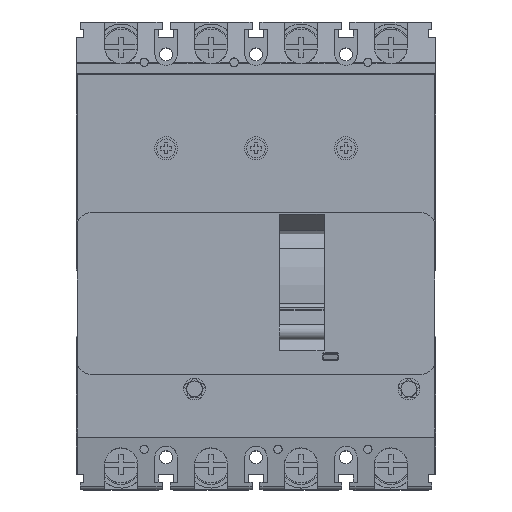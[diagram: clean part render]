
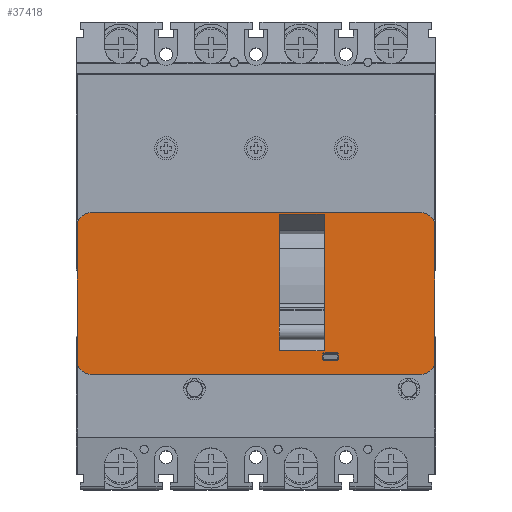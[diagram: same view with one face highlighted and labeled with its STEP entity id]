
A CAD part, top view. The second image highlights one B-rep face of the part: STEP entity #37418.
In plain terms, the highlighted planar face has unit normal (0, 0, 1).
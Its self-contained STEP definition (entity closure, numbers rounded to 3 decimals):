
#15097=DIRECTION('',(1.,0.,0.));
#15098=VECTOR('',#15097,91.5);
#15099=CARTESIAN_POINT('',(4.25,32.,69.6));
#15100=LINE('',#15099,#15098);
#15119=DIRECTION('',(0.,-1.,0.));
#15120=VECTOR('',#15119,1.61);
#15121=CARTESIAN_POINT('',(68.6,37.71,69.6));
#15122=LINE('',#15121,#15120);
#15126=CARTESIAN_POINT('',(68.9,36.1,69.6));
#15127=DIRECTION('',(0.,0.,1.));
#15128=DIRECTION('',(-1.,0.,0.));
#15129=AXIS2_PLACEMENT_3D('',#15126,#15127,#15128);
#15134=DIRECTION('',(1.,0.,0.));
#15135=VECTOR('',#15134,3.6);
#15136=CARTESIAN_POINT('',(68.9,35.8,69.6));
#15137=LINE('',#15136,#15135);
#15141=CARTESIAN_POINT('',(72.5,36.1,69.6));
#15142=DIRECTION('',(0.,0.,1.));
#15143=DIRECTION('',(0.,-1.,0.));
#15144=AXIS2_PLACEMENT_3D('',#15141,#15142,#15143);
#15149=DIRECTION('',(0.,1.,0.));
#15150=VECTOR('',#15149,1.61);
#15151=CARTESIAN_POINT('',(72.8,36.1,69.6));
#15152=LINE('',#15151,#15150);
#15156=CARTESIAN_POINT('',(72.5,38.02,69.6));
#15157=CARTESIAN_POINT('',(72.537,38.02,69.6));
#15158=CARTESIAN_POINT('',(72.615,38.004,69.6));
#15159=CARTESIAN_POINT('',(72.714,37.937,69.6));
#15160=CARTESIAN_POINT('',(72.783,37.834,69.6));
#15161=CARTESIAN_POINT('',(72.8,37.751,69.6));
#15162=CARTESIAN_POINT('',(72.8,37.71,69.6));
#15167=DIRECTION('',(-1.,0.,0.));
#15168=VECTOR('',#15167,3.6);
#15169=CARTESIAN_POINT('',(72.5,38.02,69.6));
#15170=LINE('',#15169,#15168);
#15174=CARTESIAN_POINT('',(68.6,37.71,69.6));
#15175=CARTESIAN_POINT('',(68.6,37.75,69.6));
#15176=CARTESIAN_POINT('',(68.616,37.831,69.6));
#15177=CARTESIAN_POINT('',(68.683,37.934,69.6));
#15178=CARTESIAN_POINT('',(68.783,38.003,69.6));
#15179=CARTESIAN_POINT('',(68.862,38.02,69.6));
#15180=CARTESIAN_POINT('',(68.9,38.02,69.6));
#15185=CARTESIAN_POINT('',(4.25,36.,69.6));
#15186=DIRECTION('',(0.,0.,1.));
#15187=DIRECTION('',(-1.,0.,0.));
#15188=AXIS2_PLACEMENT_3D('',#15185,#15186,#15187);
#15193=DIRECTION('',(0.,-1.,0.));
#15194=VECTOR('',#15193,37.);
#15195=CARTESIAN_POINT('',(0.25,73.,69.6));
#15196=LINE('',#15195,#15194);
#15200=CARTESIAN_POINT('',(4.25,73.,69.6));
#15201=DIRECTION('',(0.,0.,1.));
#15202=DIRECTION('',(0.,1.,0.));
#15203=AXIS2_PLACEMENT_3D('',#15200,#15201,#15202);
#15208=DIRECTION('',(1.,0.,0.));
#15209=VECTOR('',#15208,91.5);
#15210=CARTESIAN_POINT('',(4.25,77.,69.6));
#15211=LINE('',#15210,#15209);
#15215=CARTESIAN_POINT('',(95.75,73.,69.6));
#15216=DIRECTION('',(0.,0.,1.));
#15217=DIRECTION('',(1.,0.,0.));
#15218=AXIS2_PLACEMENT_3D('',#15215,#15216,#15217);
#15223=DIRECTION('',(0.,-1.,0.));
#15224=VECTOR('',#15223,37.);
#15225=CARTESIAN_POINT('',(99.75,73.,69.6));
#15226=LINE('',#15225,#15224);
#15230=CARTESIAN_POINT('',(95.75,36.,69.6));
#15231=DIRECTION('',(0.,0.,1.));
#15232=DIRECTION('',(0.,-1.,0.));
#15233=AXIS2_PLACEMENT_3D('',#15230,#15231,#15232);
#15238=DIRECTION('',(0.,1.,0.));
#15239=VECTOR('',#15238,38.04);
#15240=CARTESIAN_POINT('',(56.45,38.56,69.6));
#15241=LINE('',#15240,#15239);
#15245=DIRECTION('',(1.,0.,0.));
#15246=VECTOR('',#15245,12.5);
#15247=CARTESIAN_POINT('',(56.45,38.56,69.6));
#15248=LINE('',#15247,#15246);
#15252=DIRECTION('',(0.,1.,0.));
#15253=VECTOR('',#15252,38.04);
#15254=CARTESIAN_POINT('',(68.95,38.56,69.6));
#15255=LINE('',#15254,#15253);
#15259=DIRECTION('',(1.,0.,0.));
#15260=VECTOR('',#15259,12.5);
#15261=CARTESIAN_POINT('',(56.45,76.6,69.6));
#15262=LINE('',#15261,#15260);
#19759=CARTESIAN_POINT('',(68.6,37.71,69.6));
#19760=CARTESIAN_POINT('',(68.6,36.1,69.6));
#19761=VERTEX_POINT('',#19759);
#19762=VERTEX_POINT('',#19760);
#19763=CARTESIAN_POINT('',(68.9,35.8,69.6));
#19764=VERTEX_POINT('',#19763);
#19765=CARTESIAN_POINT('',(72.5,35.8,69.6));
#19766=VERTEX_POINT('',#19765);
#19767=CARTESIAN_POINT('',(72.8,36.1,69.6));
#19768=VERTEX_POINT('',#19767);
#19769=CARTESIAN_POINT('',(72.8,37.71,69.6));
#19770=VERTEX_POINT('',#19769);
#19771=VERTEX_POINT('',#15156);
#19772=CARTESIAN_POINT('',(68.9,38.02,69.6));
#19773=VERTEX_POINT('',#19772);
#19774=CARTESIAN_POINT('',(0.25,36.,69.6));
#19776=VERTEX_POINT('',#19774);
#19778=CARTESIAN_POINT('',(4.25,32.,69.6));
#19779=VERTEX_POINT('',#19778);
#19782=CARTESIAN_POINT('',(4.25,77.,69.6));
#19783=CARTESIAN_POINT('',(0.25,73.,69.6));
#19784=VERTEX_POINT('',#19782);
#19785=VERTEX_POINT('',#19783);
#19790=CARTESIAN_POINT('',(99.75,73.,69.6));
#19792=VERTEX_POINT('',#19790);
#19794=CARTESIAN_POINT('',(95.75,77.,69.6));
#19795=VERTEX_POINT('',#19794);
#19798=CARTESIAN_POINT('',(95.75,32.,69.6));
#19799=CARTESIAN_POINT('',(99.75,36.,69.6));
#19800=VERTEX_POINT('',#19798);
#19801=VERTEX_POINT('',#19799);
#22023=CARTESIAN_POINT('',(56.45,38.56,69.6));
#22024=CARTESIAN_POINT('',(56.45,76.6,69.6));
#22025=VERTEX_POINT('',#22023);
#22026=VERTEX_POINT('',#22024);
#22027=CARTESIAN_POINT('',(68.95,38.56,69.6));
#22028=CARTESIAN_POINT('',(68.95,76.6,69.6));
#22029=VERTEX_POINT('',#22027);
#22030=VERTEX_POINT('',#22028);
#37371=CARTESIAN_POINT('',(0.,77.,69.6));
#37372=DIRECTION('',(0.,0.,1.));
#37373=DIRECTION('',(0.,-1.,0.));
#37374=AXIS2_PLACEMENT_3D('',#37371,#37372,#37373);
#37375=PLANE('',#37374);
#37376=ORIENTED_EDGE('',*,*,#37364,.F.);
#37377=ORIENTED_EDGE('',*,*,#36727,.F.);
#37379=ORIENTED_EDGE('',*,*,#37378,.F.);
#37381=ORIENTED_EDGE('',*,*,#37380,.T.);
#37383=ORIENTED_EDGE('',*,*,#37382,.F.);
#37384=ORIENTED_EDGE('',*,*,#36818,.T.);
#37386=ORIENTED_EDGE('',*,*,#37385,.F.);
#37387=ORIENTED_EDGE('',*,*,#37350,.F.);
#37388=EDGE_LOOP('',(#37376,#37377,#37379,#37381,#37383,#37384,#37386,#37387));
#37389=FACE_OUTER_BOUND('',#37388,.F.);
#37391=ORIENTED_EDGE('',*,*,#37390,.T.);
#37393=ORIENTED_EDGE('',*,*,#37392,.T.);
#37395=ORIENTED_EDGE('',*,*,#37394,.T.);
#37397=ORIENTED_EDGE('',*,*,#37396,.T.);
#37399=ORIENTED_EDGE('',*,*,#37398,.T.);
#37401=ORIENTED_EDGE('',*,*,#37400,.F.);
#37403=ORIENTED_EDGE('',*,*,#37402,.T.);
#37405=ORIENTED_EDGE('',*,*,#37404,.F.);
#37406=EDGE_LOOP('',(#37391,#37393,#37395,#37397,#37399,#37401,#37403,#37405));
#37407=FACE_BOUND('',#37406,.F.);
#37409=ORIENTED_EDGE('',*,*,#37408,.F.);
#37411=ORIENTED_EDGE('',*,*,#37410,.T.);
#37413=ORIENTED_EDGE('',*,*,#37412,.T.);
#37415=ORIENTED_EDGE('',*,*,#37414,.F.);
#37416=EDGE_LOOP('',(#37409,#37411,#37413,#37415));
#37417=FACE_BOUND('',#37416,.F.);
#37418=ADVANCED_FACE('',(#37389,#37407,#37417),#37375,.T.);
#15130=CIRCLE('',#15129,0.3);
#15145=CIRCLE('',#15144,0.3);
#15163=B_SPLINE_CURVE_WITH_KNOTS('',3,(#15156,#15157,#15158,#15159,#15160,
#15161,#15162),.UNSPECIFIED.,.F.,.F.,(4,1,1,1,4),(0.,0.236,
0.483,0.739,1.),.UNSPECIFIED.);
#15181=B_SPLINE_CURVE_WITH_KNOTS('',3,(#15174,#15175,#15176,#15177,#15178,
#15179,#15180),.UNSPECIFIED.,.F.,.F.,(4,1,1,1,4),(0.,0.252,
0.507,0.758,1.),.UNSPECIFIED.);
#15189=CIRCLE('',#15188,4.);
#15204=CIRCLE('',#15203,4.);
#15219=CIRCLE('',#15218,4.);
#15234=CIRCLE('',#15233,4.);
#36727=EDGE_CURVE('',#19785,#19776,#15196,.T.);
#36818=EDGE_CURVE('',#19792,#19801,#15226,.T.);
#37350=EDGE_CURVE('',#19779,#19800,#15100,.T.);
#37364=EDGE_CURVE('',#19776,#19779,#15189,.T.);
#37378=EDGE_CURVE('',#19784,#19785,#15204,.T.);
#37380=EDGE_CURVE('',#19784,#19795,#15211,.T.);
#37382=EDGE_CURVE('',#19792,#19795,#15219,.T.);
#37385=EDGE_CURVE('',#19800,#19801,#15234,.T.);
#37390=EDGE_CURVE('',#19761,#19762,#15122,.T.);
#37392=EDGE_CURVE('',#19762,#19764,#15130,.T.);
#37394=EDGE_CURVE('',#19764,#19766,#15137,.T.);
#37396=EDGE_CURVE('',#19766,#19768,#15145,.T.);
#37398=EDGE_CURVE('',#19768,#19770,#15152,.T.);
#37400=EDGE_CURVE('',#19771,#19770,#15163,.T.);
#37402=EDGE_CURVE('',#19771,#19773,#15170,.T.);
#37404=EDGE_CURVE('',#19761,#19773,#15181,.T.);
#37408=EDGE_CURVE('',#22025,#22026,#15241,.T.);
#37410=EDGE_CURVE('',#22025,#22029,#15248,.T.);
#37412=EDGE_CURVE('',#22029,#22030,#15255,.T.);
#37414=EDGE_CURVE('',#22026,#22030,#15262,.T.);
